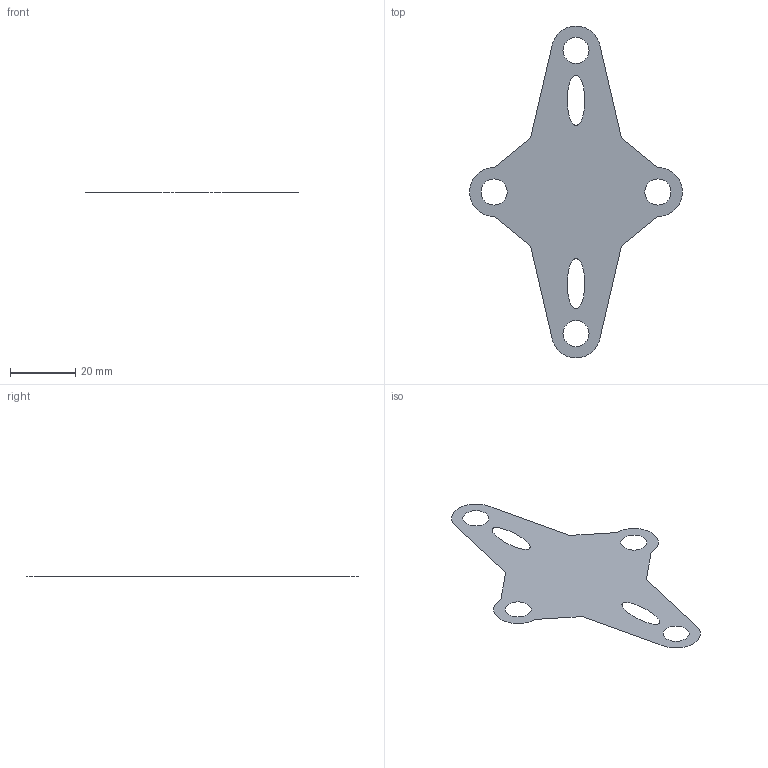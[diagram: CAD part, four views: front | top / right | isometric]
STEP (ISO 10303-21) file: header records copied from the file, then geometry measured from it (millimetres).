
FILE_DESCRIPTION(('STEP AP214'),'1');
FILE_NAME('Rombusz_top_optim_2D_2000N_biaxmodel_lin_simplified.stp','2022-12-01T22:27:07',(' '),(' '),'Spatial InterOp 3D',' ',' ');
FILE_SCHEMA(('AUTOMOTIVE_DESIGN { 1 0 10303 214 1 1 1 1 }'));
Length unit declared in the file: metre
Products named in the file (1): Surface
Bounding box: 65.13 x 101.7 x 0 mm (x, y, z)
Surface area: 2637.5 mm2 (no closed solid volume)
Topology: 0 solids, 1 shells, 1 faces, 24 edges, 24 vertices
Faces by surface type: plane 1
Entity records: 261 total; most frequent: CARTESIAN_POINT 50, DIRECTION 44, ORIENTED_EDGE 24, EDGE_CURVE 24, VERTEX_POINT 24, AXIS2_PLACEMENT_3D 18, CIRCLE 12, LINE 8
